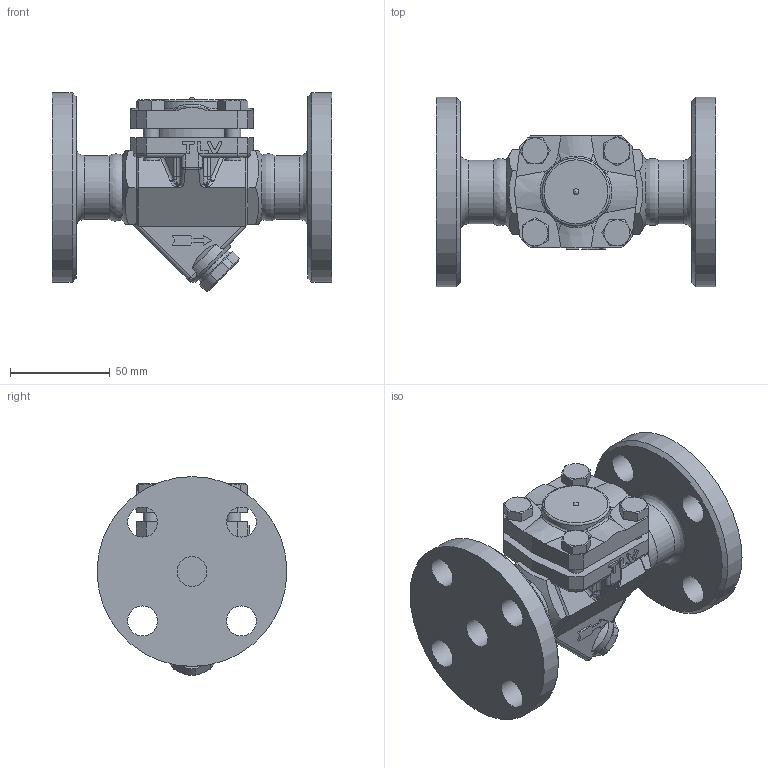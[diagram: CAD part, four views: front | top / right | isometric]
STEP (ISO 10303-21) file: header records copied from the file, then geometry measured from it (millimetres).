
FILE_DESCRIPTION((''),'2;1');
FILE_NAME('l21s0-015-jis10-00.stp','2010-12-10T14:02:33',('nakaot'),(''),'Autodesk Inventor 2008','Autodesk Inventor 2008','');
FILE_SCHEMA(('AUTOMOTIVE_DESIGN { 1 0 10303 214 1 1 1 1 }'));
Length unit declared in the file: millimetre
Products named in the file (1): l21s0-015-jis10-00
Bounding box: 140 x 95 x 99.5 mm (x, y, z)
Volume: 365275.3 mm3; surface area: 68612.5 mm2
Topology: 1 solids, 1 shells, 359 faces, 895 edges, 553 vertices
Faces by surface type: plane 167, cylinder 83, bspline 65, cone 33, sphere 9, torus 2
Full cylindrical faces by diameter (mm): 8 x8, 15 x5, 21 x1, 32 x1, 34 x1, 45.8 x1, 95 x1
Entity records: 12157 total; most frequent: CARTESIAN_POINT 4229, ORIENTED_EDGE 1664, DIRECTION 1559, EDGE_CURVE 832, AXIS2_PLACEMENT_3D 580, VERTEX_POINT 534, EDGE_LOOP 442, VECTOR 399
